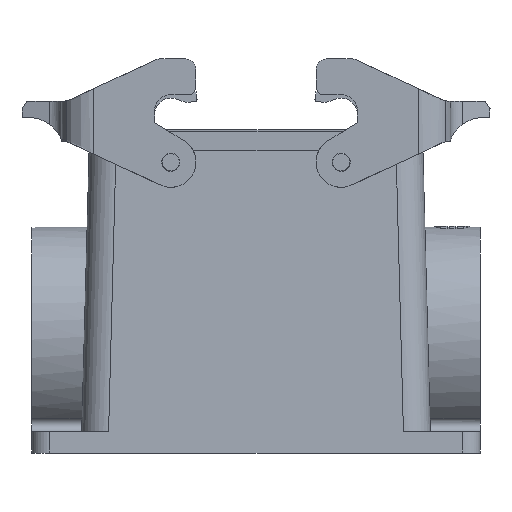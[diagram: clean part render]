
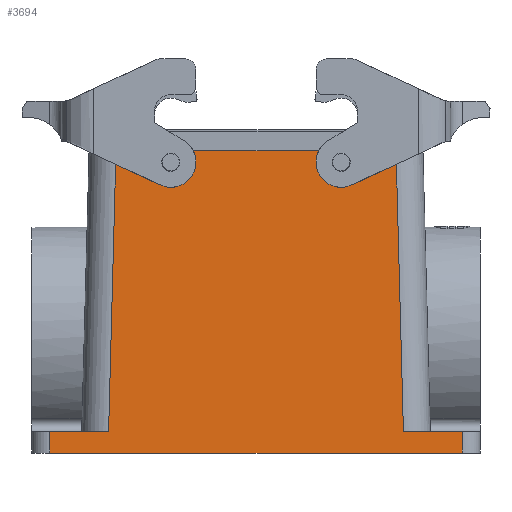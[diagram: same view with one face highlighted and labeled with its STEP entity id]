
A CAD part, front view. The second image highlights one B-rep face of the part: STEP entity #3694.
In plain terms, the highlighted planar face has unit normal (0, -1, 0.027).
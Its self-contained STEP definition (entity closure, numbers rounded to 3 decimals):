
#1808=B_SPLINE_CURVE_WITH_KNOTS('',3,(#13768,#13769,#13770,#13771,#13772,
#13773,#13774,#13775,#13776,#13777,#13778,#13779,#13780,#13781,#13782,#13783,
#13784,#13785,#13786,#13787,#13788,#13789,#13790,#13791,#13792,#13793),
 .UNSPECIFIED.,.F.,.F.,(4,2,2,2,2,2,2,2,2,2,2,2,4),(0.,0.016,
0.031,0.062,0.125,0.25,0.5,0.75,
0.875,0.938,0.969,0.984,1.),.UNSPECIFIED.);
#1809=B_SPLINE_CURVE_WITH_KNOTS('',3,(#13801,#13802,#13803,#13804,#13805,
#13806,#13807,#13808,#13809,#13810,#13811,#13812,#13813,#13814,#13815,#13816,
#13817,#13818,#13819,#13820,#13821,#13822,#13823,#13824,#13825,#13826),
 .UNSPECIFIED.,.F.,.F.,(4,2,2,2,2,2,2,2,2,2,2,2,4),(0.,0.016,
0.031,0.063,0.125,0.25,
0.5,0.75,0.875,0.938,0.969,0.984,1.),.UNSPECIFIED.);
#1947=ELLIPSE('',#10423,3.501,3.5);
#1948=ELLIPSE('',#10424,3.501,3.5);
#2046=LINE('',#13751,#2803);
#2048=LINE('',#13761,#2805);
#2049=LINE('',#13766,#2806);
#2050=LINE('',#13794,#2807);
#2051=LINE('',#13799,#2808);
#2052=LINE('',#13827,#2809);
#2053=LINE('',#13829,#2810);
#2054=LINE('',#13831,#2811);
#2055=LINE('',#13833,#2812);
#2056=LINE('',#13835,#2813);
#2057=LINE('',#13837,#2814);
#2058=LINE('',#13839,#2815);
#2059=LINE('',#13841,#2816);
#2060=LINE('',#13843,#2817);
#2803=VECTOR('',#11295,1.);
#2805=VECTOR('',#11305,1.);
#2806=VECTOR('',#11308,1.);
#2807=VECTOR('',#11309,1.);
#2808=VECTOR('',#11312,1.);
#2809=VECTOR('',#11313,1.);
#2810=VECTOR('',#11314,1.);
#2811=VECTOR('',#11315,1.);
#2812=VECTOR('',#11316,1.);
#2813=VECTOR('',#11317,1.);
#2814=VECTOR('',#11318,1.);
#2815=VECTOR('',#11319,1.);
#2816=VECTOR('',#11320,1.);
#2817=VECTOR('',#11321,1.);
#3538=FACE_BOUND('',#4828,.T.);
#3539=FACE_BOUND('',#4829,.T.);
#3540=FACE_BOUND('',#4830,.T.);
#3694=ADVANCED_FACE('',(#3538,#3539,#3540),#4153,.F.);
#4153=PLANE('',#10425);
#4828=EDGE_LOOP('',(#5484,#5485,#5486,#5487));
#4829=EDGE_LOOP('',(#5488,#5489,#5490,#5491));
#4830=EDGE_LOOP('',(#5492,#5493,#5494,#5495,#5496,#5497,#5498,#5499,#5500,
#5501));
#5484=ORIENTED_EDGE('',*,*,#8728,.T.);
#5485=ORIENTED_EDGE('',*,*,#8729,.T.);
#5486=ORIENTED_EDGE('',*,*,#8730,.T.);
#5487=ORIENTED_EDGE('',*,*,#8731,.F.);
#5488=ORIENTED_EDGE('',*,*,#8732,.T.);
#5489=ORIENTED_EDGE('',*,*,#8733,.T.);
#5490=ORIENTED_EDGE('',*,*,#8734,.T.);
#5491=ORIENTED_EDGE('',*,*,#8735,.F.);
#5492=ORIENTED_EDGE('',*,*,#8723,.F.);
#5493=ORIENTED_EDGE('',*,*,#8736,.T.);
#5494=ORIENTED_EDGE('',*,*,#8737,.T.);
#5495=ORIENTED_EDGE('',*,*,#8738,.T.);
#5496=ORIENTED_EDGE('',*,*,#8739,.T.);
#5497=ORIENTED_EDGE('',*,*,#8740,.T.);
#5498=ORIENTED_EDGE('',*,*,#8741,.T.);
#5499=ORIENTED_EDGE('',*,*,#8742,.T.);
#5500=ORIENTED_EDGE('',*,*,#8743,.T.);
#5501=ORIENTED_EDGE('',*,*,#8744,.T.);
#7895=VERTEX_POINT('',#13750);
#7896=VERTEX_POINT('',#13752);
#7900=VERTEX_POINT('',#13762);
#7901=VERTEX_POINT('',#13763);
#7902=VERTEX_POINT('',#13765);
#7903=VERTEX_POINT('',#13767);
#7904=VERTEX_POINT('',#13795);
#7905=VERTEX_POINT('',#13796);
#7906=VERTEX_POINT('',#13798);
#7907=VERTEX_POINT('',#13800);
#7908=VERTEX_POINT('',#13828);
#7909=VERTEX_POINT('',#13830);
#7910=VERTEX_POINT('',#13832);
#7911=VERTEX_POINT('',#13834);
#7912=VERTEX_POINT('',#13836);
#7913=VERTEX_POINT('',#13838);
#7914=VERTEX_POINT('',#13840);
#7915=VERTEX_POINT('',#13842);
#8723=EDGE_CURVE('',#7895,#7896,#2046,.T.);
#8728=EDGE_CURVE('',#7900,#7901,#2048,.T.);
#8729=EDGE_CURVE('',#7901,#7902,#1947,.T.);
#8730=EDGE_CURVE('',#7902,#7903,#2049,.T.);
#8731=EDGE_CURVE('',#7900,#7903,#1808,.T.);
#8732=EDGE_CURVE('',#7904,#7905,#2050,.T.);
#8733=EDGE_CURVE('',#7905,#7906,#1948,.T.);
#8734=EDGE_CURVE('',#7906,#7907,#2051,.T.);
#8735=EDGE_CURVE('',#7904,#7907,#1809,.T.);
#8736=EDGE_CURVE('',#7895,#7908,#2052,.T.);
#8737=EDGE_CURVE('',#7908,#7909,#2053,.T.);
#8738=EDGE_CURVE('',#7909,#7910,#2054,.T.);
#8739=EDGE_CURVE('',#7910,#7911,#2055,.T.);
#8740=EDGE_CURVE('',#7911,#7912,#2056,.T.);
#8741=EDGE_CURVE('',#7912,#7913,#2057,.T.);
#8742=EDGE_CURVE('',#7913,#7914,#2058,.T.);
#8743=EDGE_CURVE('',#7914,#7915,#2059,.T.);
#8744=EDGE_CURVE('',#7915,#7896,#2060,.T.);
#10423=AXIS2_PLACEMENT_3D('',#13764,#11306,#11307);
#10424=AXIS2_PLACEMENT_3D('',#13797,#11310,#11311);
#10425=AXIS2_PLACEMENT_3D('',#13844,#11322,#11323);
#11295=DIRECTION('',(-1.,0.,0.));
#11305=DIRECTION('',(1.,0.,0.));
#11306=DIRECTION('',(0.,1.,-0.027));
#11307=DIRECTION('',(0.,0.027,1.));
#11308=DIRECTION('',(1.,0.,0.));
#11309=DIRECTION('',(1.,0.,0.));
#11310=DIRECTION('',(0.,1.,-0.027));
#11311=DIRECTION('',(0.,0.027,1.));
#11312=DIRECTION('',(1.,0.,0.));
#11313=DIRECTION('',(0.,0.027,1.));
#11314=DIRECTION('',(-1.,0.,0.));
#11315=DIRECTION('',(-1.,0.,0.));
#11316=DIRECTION('',(-0.026,0.027,0.999));
#11317=DIRECTION('',(-1.,0.,0.));
#11318=DIRECTION('',(-0.026,-0.027,-0.999));
#11319=DIRECTION('',(-1.,0.,0.));
#11320=DIRECTION('',(-1.,0.,0.));
#11321=DIRECTION('',(0.,-0.027,-1.));
#11322=DIRECTION('',(0.,1.,-0.027));
#11323=DIRECTION('',(0.,0.027,1.));
#13750=CARTESIAN_POINT('',(57.5,-43.5,-78.55));
#13751=CARTESIAN_POINT('',(62.5,-43.5,-78.55));
#13752=CARTESIAN_POINT('',(-57.5,-43.5,-78.55));
#13761=CARTESIAN_POINT('',(62.5,-41.334,2.55));
#13762=CARTESIAN_POINT('',(-22.025,-41.334,2.55));
#13763=CARTESIAN_POINT('',(-20.25,-41.334,2.55));
#13764=CARTESIAN_POINT('',(-23.75,-41.334,2.55));
#13765=CARTESIAN_POINT('',(-27.25,-41.334,2.55));
#13766=CARTESIAN_POINT('',(62.5,-41.334,2.55));
#13767=CARTESIAN_POINT('',(-25.475,-41.334,2.55));
#13768=CARTESIAN_POINT('',(-22.025,-41.334,2.55));
#13769=CARTESIAN_POINT('',(-22.052,-41.334,2.55));
#13770=CARTESIAN_POINT('',(-22.051,-41.333,2.595));
#13771=CARTESIAN_POINT('',(-22.064,-41.332,2.647));
#13772=CARTESIAN_POINT('',(-22.07,-41.331,2.673));
#13773=CARTESIAN_POINT('',(-22.088,-41.329,2.751));
#13774=CARTESIAN_POINT('',(-22.101,-41.327,2.802));
#13775=CARTESIAN_POINT('',(-22.146,-41.323,2.956));
#13776=CARTESIAN_POINT('',(-22.183,-41.321,3.057));
#13777=CARTESIAN_POINT('',(-22.319,-41.313,3.345));
#13778=CARTESIAN_POINT('',(-22.443,-41.308,3.521));
#13779=CARTESIAN_POINT('',(-22.901,-41.296,3.962));
#13780=CARTESIAN_POINT('',(-23.324,-41.292,4.135));
#13781=CARTESIAN_POINT('',(-24.169,-41.292,4.137));
#13782=CARTESIAN_POINT('',(-24.593,-41.296,3.966));
#13783=CARTESIAN_POINT('',(-25.056,-41.308,3.522));
#13784=CARTESIAN_POINT('',(-25.179,-41.313,3.348));
#13785=CARTESIAN_POINT('',(-25.316,-41.321,3.058));
#13786=CARTESIAN_POINT('',(-25.354,-41.323,2.958));
#13787=CARTESIAN_POINT('',(-25.398,-41.327,2.804));
#13788=CARTESIAN_POINT('',(-25.411,-41.329,2.752));
#13789=CARTESIAN_POINT('',(-25.43,-41.331,2.674));
#13790=CARTESIAN_POINT('',(-25.436,-41.332,2.647));
#13791=CARTESIAN_POINT('',(-25.449,-41.333,2.596));
#13792=CARTESIAN_POINT('',(-25.447,-41.334,2.55));
#13793=CARTESIAN_POINT('',(-25.475,-41.334,2.55));
#13794=CARTESIAN_POINT('',(62.5,-41.334,2.55));
#13795=CARTESIAN_POINT('',(25.475,-41.334,2.55));
#13796=CARTESIAN_POINT('',(27.25,-41.334,2.55));
#13797=CARTESIAN_POINT('',(23.75,-41.334,2.55));
#13798=CARTESIAN_POINT('',(20.25,-41.334,2.55));
#13799=CARTESIAN_POINT('',(62.5,-41.334,2.55));
#13800=CARTESIAN_POINT('',(22.025,-41.334,2.55));
#13801=CARTESIAN_POINT('',(25.475,-41.334,2.55));
#13802=CARTESIAN_POINT('',(25.448,-41.334,2.55));
#13803=CARTESIAN_POINT('',(25.449,-41.333,2.595));
#13804=CARTESIAN_POINT('',(25.436,-41.332,2.647));
#13805=CARTESIAN_POINT('',(25.43,-41.331,2.673));
#13806=CARTESIAN_POINT('',(25.412,-41.329,2.751));
#13807=CARTESIAN_POINT('',(25.399,-41.327,2.802));
#13808=CARTESIAN_POINT('',(25.354,-41.323,2.956));
#13809=CARTESIAN_POINT('',(25.317,-41.321,3.057));
#13810=CARTESIAN_POINT('',(25.181,-41.313,3.345));
#13811=CARTESIAN_POINT('',(25.057,-41.308,3.521));
#13812=CARTESIAN_POINT('',(24.599,-41.296,3.962));
#13813=CARTESIAN_POINT('',(24.176,-41.292,4.135));
#13814=CARTESIAN_POINT('',(23.331,-41.292,4.137));
#13815=CARTESIAN_POINT('',(22.907,-41.296,3.966));
#13816=CARTESIAN_POINT('',(22.444,-41.308,3.522));
#13817=CARTESIAN_POINT('',(22.321,-41.313,3.348));
#13818=CARTESIAN_POINT('',(22.184,-41.321,3.058));
#13819=CARTESIAN_POINT('',(22.146,-41.323,2.958));
#13820=CARTESIAN_POINT('',(22.102,-41.327,2.804));
#13821=CARTESIAN_POINT('',(22.089,-41.329,2.752));
#13822=CARTESIAN_POINT('',(22.07,-41.331,2.674));
#13823=CARTESIAN_POINT('',(22.064,-41.332,2.647));
#13824=CARTESIAN_POINT('',(22.051,-41.333,2.596));
#13825=CARTESIAN_POINT('',(22.053,-41.334,2.55));
#13826=CARTESIAN_POINT('',(22.025,-41.334,2.55));
#13827=CARTESIAN_POINT('',(57.5,-43.34,-72.55));
#13828=CARTESIAN_POINT('',(57.5,-43.34,-72.55));
#13829=CARTESIAN_POINT('',(62.5,-43.34,-72.55));
#13830=CARTESIAN_POINT('',(46.49,-43.34,-72.55));
#13831=CARTESIAN_POINT('',(62.5,-43.34,-72.55));
#13832=CARTESIAN_POINT('',(41.102,-43.34,-72.55));
#13833=CARTESIAN_POINT('',(39.058,-41.255,5.504));
#13834=CARTESIAN_POINT('',(39.053,-41.25,5.7));
#13835=CARTESIAN_POINT('',(62.5,-41.25,5.7));
#13836=CARTESIAN_POINT('',(-39.053,-41.25,5.7));
#13837=CARTESIAN_POINT('',(-38.983,-41.179,8.356));
#13838=CARTESIAN_POINT('',(-41.102,-43.34,-72.55));
#13839=CARTESIAN_POINT('',(62.5,-43.34,-72.55));
#13840=CARTESIAN_POINT('',(-46.49,-43.34,-72.55));
#13841=CARTESIAN_POINT('',(62.5,-43.34,-72.55));
#13842=CARTESIAN_POINT('',(-57.5,-43.34,-72.55));
#13843=CARTESIAN_POINT('',(-57.5,-41.25,5.7));
#13844=CARTESIAN_POINT('',(62.5,-41.25,5.7));
